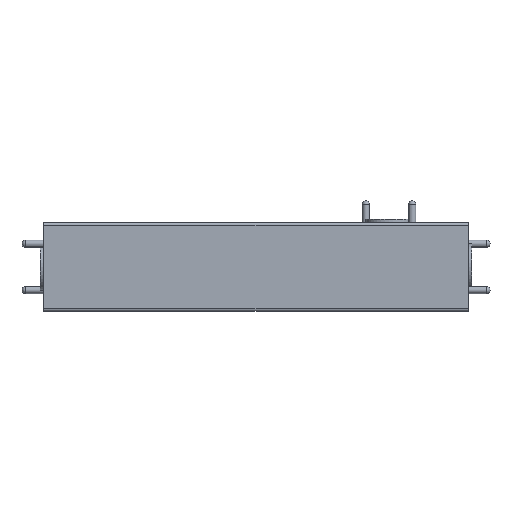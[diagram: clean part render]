
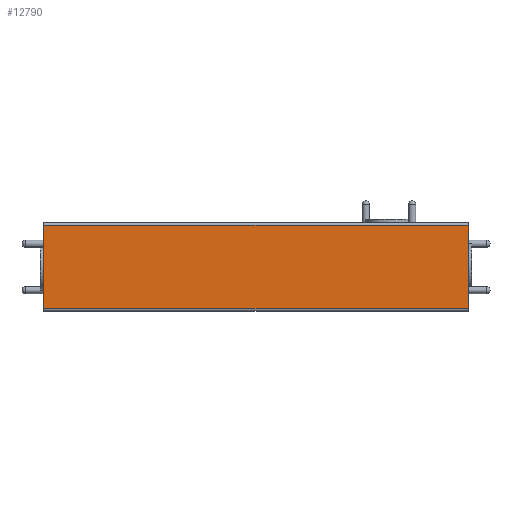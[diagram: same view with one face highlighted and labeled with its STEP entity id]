
A CAD part, front view. The second image highlights one B-rep face of the part: STEP entity #12790.
In plain terms, the highlighted planar face has unit normal (0, -1, 0).
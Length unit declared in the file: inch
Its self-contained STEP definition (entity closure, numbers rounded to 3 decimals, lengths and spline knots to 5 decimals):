
#579 = VECTOR ( 'NONE', #4891, 39.37008 ) ;
#723 = VERTEX_POINT ( 'NONE', #17109 ) ;
#1598 = VERTEX_POINT ( 'NONE', #8269 ) ;
#2069 = ORIENTED_EDGE ( 'NONE', *, *, #6690, .T. ) ;
#2332 = LINE ( 'NONE', #12363, #6044 ) ;
#3555 = DIRECTION ( 'NONE',  ( 0., 0., 1. ) ) ;
#4056 = DIRECTION ( 'NONE',  ( 0., 0., 1. ) ) ;
#4703 = ORIENTED_EDGE ( 'NONE', *, *, #5071, .T. ) ;
#4891 = DIRECTION ( 'NONE',  ( 1., 0., 0. ) ) ;
#5071 = EDGE_CURVE ( 'NONE', #1598, #11172, #7879, .T. ) ;
#6044 = VECTOR ( 'NONE', #6820, 39.37008 ) ;
#6304 = CARTESIAN_POINT ( 'NONE',  ( 1.82039, -0.40945, -0.37402 ) ) ;
#6690 = EDGE_CURVE ( 'NONE', #14144, #723, #14669, .T. ) ;
#6820 = DIRECTION ( 'NONE',  ( 0., 0., -1. ) ) ;
#6915 = EDGE_CURVE ( 'NONE', #1598, #723, #7049, .T. ) ;
#7049 = LINE ( 'NONE', #15212, #18467 ) ;
#7513 = ORIENTED_EDGE ( 'NONE', *, *, #13694, .F. ) ;
#7823 = CARTESIAN_POINT ( 'NONE',  ( -1.82039, -0.40945, 0.34402 ) ) ;
#7879 = LINE ( 'NONE', #6304, #579 ) ;
#8269 = CARTESIAN_POINT ( 'NONE',  ( -1.82039, -0.40945, -0.37402 ) ) ;
#9026 = AXIS2_PLACEMENT_3D ( 'NONE', #9091, #16282, #3555 ) ;
#9091 = CARTESIAN_POINT ( 'NONE',  ( -1.85039, -0.40945, 0.3937 ) ) ;
#11172 = VERTEX_POINT ( 'NONE', #14440 ) ;
#12006 = ORIENTED_EDGE ( 'NONE', *, *, #6915, .F. ) ;
#12363 = CARTESIAN_POINT ( 'NONE',  ( 1.82039, -0.40945, 0.3637 ) ) ;
#12790 = ADVANCED_FACE ( 'NONE', ( #16378 ), #17600, .F. ) ;
#13694 = EDGE_CURVE ( 'NONE', #14144, #11172, #2332, .T. ) ;
#14144 = VERTEX_POINT ( 'NONE', #18038 ) ;
#14440 = CARTESIAN_POINT ( 'NONE',  ( 1.82039, -0.40945, -0.37402 ) ) ;
#14669 = LINE ( 'NONE', #7823, #17839 ) ;
#15212 = CARTESIAN_POINT ( 'NONE',  ( -1.82039, -0.40945, -0.3937 ) ) ;
#16256 = DIRECTION ( 'NONE',  ( -1., 0., 0. ) ) ;
#16282 = DIRECTION ( 'NONE',  ( 0., 1., 0. ) ) ;
#16378 = FACE_OUTER_BOUND ( 'NONE', #18267, .T. ) ;
#17109 = CARTESIAN_POINT ( 'NONE',  ( -1.82039, -0.40945, 0.34402 ) ) ;
#17600 = PLANE ( 'NONE',  #9026 ) ;
#17839 = VECTOR ( 'NONE', #16256, 39.37008 ) ;
#18038 = CARTESIAN_POINT ( 'NONE',  ( 1.82039, -0.40945, 0.34402 ) ) ;
#18267 = EDGE_LOOP ( 'NONE', ( #7513, #2069, #12006, #4703 ) ) ;
#18467 = VECTOR ( 'NONE', #4056, 39.37008 ) ;
